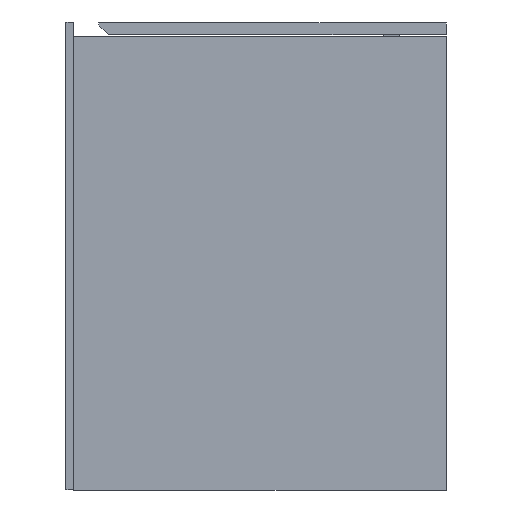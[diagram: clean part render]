
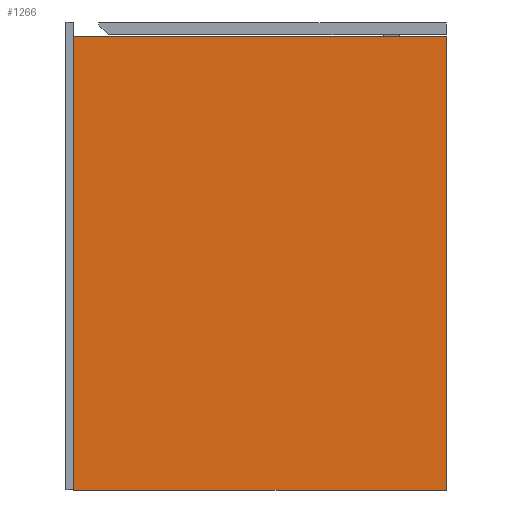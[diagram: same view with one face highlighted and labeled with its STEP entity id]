
A CAD part, left-side view. The second image highlights one B-rep face of the part: STEP entity #1266.
In plain terms, the highlighted planar face has unit normal (-1, 0, 0).
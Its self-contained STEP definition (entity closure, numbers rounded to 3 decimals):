
#669 = PLANE ( 'NONE',  #4812 ) ;
#779 = VECTOR ( 'NONE', #10458, 1000. ) ;
#1101 = VERTEX_POINT ( 'NONE', #15141 ) ;
#1266 = ADVANCED_FACE ( 'NONE', ( #11227 ), #669, .F. ) ;
#1306 = VECTOR ( 'NONE', #24564, 1000. ) ;
#1592 = VECTOR ( 'NONE', #17663, 1000. ) ;
#1780 = LINE ( 'NONE', #18131, #1306 ) ;
#2581 = VERTEX_POINT ( 'NONE', #4545 ) ;
#3545 = EDGE_CURVE ( 'NONE', #24823, #17284, #12773, .T. ) ;
#4186 = LINE ( 'NONE', #20639, #779 ) ;
#4545 = CARTESIAN_POINT ( 'NONE',  ( 2., 0., -15. ) ) ;
#4812 = AXIS2_PLACEMENT_3D ( 'NONE', #11759, #5755, #22209 ) ;
#5614 = LINE ( 'NONE', #9601, #1592 ) ;
#5755 = DIRECTION ( 'NONE',  ( 1., 0., 0. ) ) ;
#5884 = ORIENTED_EDGE ( 'NONE', *, *, #24161, .T. ) ;
#6379 = CARTESIAN_POINT ( 'NONE',  ( 2., 374., -470. ) ) ;
#9601 = CARTESIAN_POINT ( 'NONE',  ( 2., 829.397, -470. ) ) ;
#10458 = DIRECTION ( 'NONE',  ( 0., 0., 1. ) ) ;
#10758 = DIRECTION ( 'NONE',  ( 0., 0., 1. ) ) ;
#10880 = VECTOR ( 'NONE', #10758, 1000. ) ;
#11227 = FACE_OUTER_BOUND ( 'NONE', #15671, .T. ) ;
#11759 = CARTESIAN_POINT ( 'NONE',  ( 2., 829.397, -470. ) ) ;
#12685 = ORIENTED_EDGE ( 'NONE', *, *, #13959, .T. ) ;
#12773 = LINE ( 'NONE', #20947, #10880 ) ;
#13959 = EDGE_CURVE ( 'NONE', #1101, #2581, #4186, .T. ) ;
#15141 = CARTESIAN_POINT ( 'NONE',  ( 2., 0., -470. ) ) ;
#15671 = EDGE_LOOP ( 'NONE', ( #19745, #5884, #12685, #19454 ) ) ;
#17284 = VERTEX_POINT ( 'NONE', #23820 ) ;
#17663 = DIRECTION ( 'NONE',  ( 0., -1., 0. ) ) ;
#18131 = CARTESIAN_POINT ( 'NONE',  ( 2., 829.397, -15. ) ) ;
#19454 = ORIENTED_EDGE ( 'NONE', *, *, #19606, .F. ) ;
#19606 = EDGE_CURVE ( 'NONE', #17284, #2581, #1780, .T. ) ;
#19745 = ORIENTED_EDGE ( 'NONE', *, *, #3545, .F. ) ;
#20639 = CARTESIAN_POINT ( 'NONE',  ( 2., 0., -470. ) ) ;
#20947 = CARTESIAN_POINT ( 'NONE',  ( 2., 374., -470. ) ) ;
#22209 = DIRECTION ( 'NONE',  ( 0., 0., -1. ) ) ;
#23820 = CARTESIAN_POINT ( 'NONE',  ( 2., 374., -15. ) ) ;
#24161 = EDGE_CURVE ( 'NONE', #24823, #1101, #5614, .T. ) ;
#24564 = DIRECTION ( 'NONE',  ( 0., -1., 0. ) ) ;
#24823 = VERTEX_POINT ( 'NONE', #6379 ) ;
